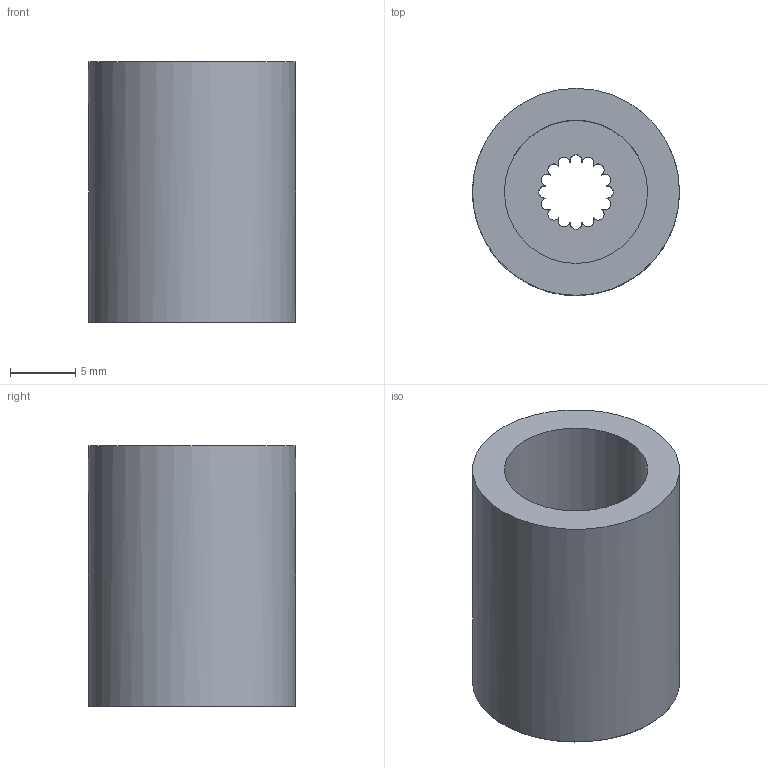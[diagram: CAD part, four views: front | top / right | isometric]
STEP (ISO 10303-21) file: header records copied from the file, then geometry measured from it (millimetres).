
FILE_DESCRIPTION(/* description */ ('Alibre Inc.'),/* implementation_level */ '2;1');
FILE_NAME(/* name */ 'export-631DC077-ACDA-4A8F-BDA9-F2D9DC985933',/* time_stamp */ '2020-08-27T12:01:29+02:00',/* author */ (''),/* organization */ (''),/* preprocessor_version */ 'ST-DEVELOPER v17',/* originating_system */ 'Alibre',/* authorisation */ '');
FILE_SCHEMA (('AUTOMOTIVE_DESIGN'));
Length unit declared in the file: centimetre
Bounding box: 15.9 x 15.9 x 20 mm (x, y, z)
Volume: 2353.9 mm3; surface area: 1910.3 mm2
Topology: 1 solids, 1 shells, 70 faces, 201 edges, 134 vertices
Faces by surface type: plane 35, cylinder 34, sphere 1
Full cylindrical faces by diameter (mm): 11 x1, 15.9 x1
Entity records: 2476 total; most frequent: CARTESIAN_POINT 738, ORIENTED_EDGE 394, DIRECTION 311, EDGE_CURVE 197, VERTEX_POINT 133, AXIS2_PLACEMENT_3D 125, VECTOR 96, LINE 96
